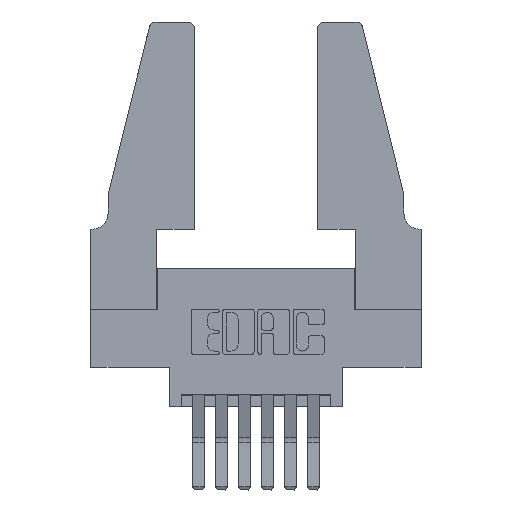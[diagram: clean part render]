
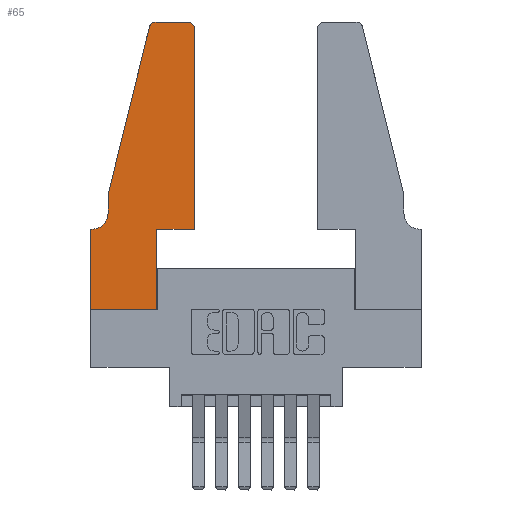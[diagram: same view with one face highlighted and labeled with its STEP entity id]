
A CAD part, top view. The second image highlights one B-rep face of the part: STEP entity #65.
In plain terms, the highlighted planar face has unit normal (0, 0, 1).
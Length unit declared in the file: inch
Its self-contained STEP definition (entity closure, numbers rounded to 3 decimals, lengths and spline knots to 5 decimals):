
#65 = ADVANCED_FACE ( 'NONE', ( #8170 ), #3540, .T. ) ;
#94 = EDGE_LOOP ( 'NONE', ( #7577, #6065, #1057, #8324, #4146, #5157, #7338, #206, #11257, #1544, #6759, #7026 ) ) ;
#206 = ORIENTED_EDGE ( 'NONE', *, *, #5151, .T. ) ;
#307 = VECTOR ( 'NONE', #8064, 39.37008 ) ;
#335 = CARTESIAN_POINT ( 'NONE',  ( 0.2865, 0.35, 0.37 ) ) ;
#401 = EDGE_CURVE ( 'NONE', #4899, #11655, #6699, .T. ) ;
#686 = EDGE_CURVE ( 'NONE', #1306, #10280, #4859, .T. ) ;
#692 = DIRECTION ( 'NONE',  ( -1., 0., 0. ) ) ;
#767 = AXIS2_PLACEMENT_3D ( 'NONE', #9058, #11745, #3463 ) ;
#982 = VERTEX_POINT ( 'NONE', #4789 ) ;
#1003 = VERTEX_POINT ( 'NONE', #11848 ) ;
#1057 = ORIENTED_EDGE ( 'NONE', *, *, #11438, .T. ) ;
#1064 = EDGE_CURVE ( 'NONE', #10280, #1485, #6552, .T. ) ;
#1065 = VERTEX_POINT ( 'NONE', #11582 ) ;
#1222 = EDGE_CURVE ( 'NONE', #982, #4899, #4708, .T. ) ;
#1266 = DIRECTION ( 'NONE',  ( 0., 1., 0. ) ) ;
#1306 = VERTEX_POINT ( 'NONE', #6979 ) ;
#1318 = CARTESIAN_POINT ( 'NONE',  ( 0.2605, 1.25, 0.37 ) ) ;
#1485 = VERTEX_POINT ( 'NONE', #9370 ) ;
#1497 = VERTEX_POINT ( 'NONE', #5844 ) ;
#1544 = ORIENTED_EDGE ( 'NONE', *, *, #8375, .T. ) ;
#1723 = DIRECTION ( 'NONE',  ( -1., 0., 0. ) ) ;
#2143 = VECTOR ( 'NONE', #8960, 39.37008 ) ;
#2313 = CIRCLE ( 'NONE', #2712, 0.07 ) ;
#2396 = VECTOR ( 'NONE', #9618, 39.37008 ) ;
#2421 = DIRECTION ( 'NONE',  ( 0., 1., 0. ) ) ;
#2712 = AXIS2_PLACEMENT_3D ( 'NONE', #6956, #8838, #692 ) ;
#2723 = CARTESIAN_POINT ( 'NONE',  ( 0.0755, 0.5, 0.37 ) ) ;
#2746 = VECTOR ( 'NONE', #2421, 39.37008 ) ;
#2791 = DIRECTION ( 'NONE',  ( 1., 0., 0. ) ) ;
#3396 = CARTESIAN_POINT ( 'NONE',  ( 0.0755, 0.5, 0.37 ) ) ;
#3463 = DIRECTION ( 'NONE',  ( 1., 0., 0. ) ) ;
#3540 = PLANE ( 'NONE',  #5738 ) ;
#3562 = LINE ( 'NONE', #10204, #8609 ) ;
#4066 = CARTESIAN_POINT ( 'NONE',  ( 0.284, 1.25, 0.37 ) ) ;
#4146 = ORIENTED_EDGE ( 'NONE', *, *, #8574, .T. ) ;
#4214 = CIRCLE ( 'NONE', #10990, 0.03 ) ;
#4285 = VECTOR ( 'NONE', #1723, 39.37008 ) ;
#4656 = CARTESIAN_POINT ( 'NONE',  ( 0., 0.35, 0.37 ) ) ;
#4675 = CARTESIAN_POINT ( 'NONE',  ( 0., 0., 0.37 ) ) ;
#4708 = LINE ( 'NONE', #10858, #4285 ) ;
#4789 = CARTESIAN_POINT ( 'NONE',  ( 0.0055, 0.35, 0.37 ) ) ;
#4859 = LINE ( 'NONE', #1318, #2396 ) ;
#4899 = VERTEX_POINT ( 'NONE', #4656 ) ;
#5021 = VERTEX_POINT ( 'NONE', #11306 ) ;
#5087 = EDGE_CURVE ( 'NONE', #1497, #1065, #6746, .T. ) ;
#5151 = EDGE_CURVE ( 'NONE', #11655, #1497, #5467, .T. ) ;
#5157 = ORIENTED_EDGE ( 'NONE', *, *, #1222, .T. ) ;
#5337 = CARTESIAN_POINT ( 'NONE',  ( 0., 0., 0.37 ) ) ;
#5467 = LINE ( 'NONE', #5337, #307 ) ;
#5571 = VECTOR ( 'NONE', #8371, 39.37008 ) ;
#5627 = LINE ( 'NONE', #10820, #2746 ) ;
#5632 = EDGE_CURVE ( 'NONE', #8726, #11937, #6158, .T. ) ;
#5738 = AXIS2_PLACEMENT_3D ( 'NONE', #10752, #11071, #2791 ) ;
#5844 = CARTESIAN_POINT ( 'NONE',  ( 0.2865, 0., 0.37 ) ) ;
#5959 = CARTESIAN_POINT ( 'NONE',  ( 0.4205, 1.22, 0.37 ) ) ;
#6001 = DIRECTION ( 'NONE',  ( 1., 0., 0. ) ) ;
#6065 = ORIENTED_EDGE ( 'NONE', *, *, #1064, .T. ) ;
#6158 = LINE ( 'NONE', #3396, #2143 ) ;
#6515 = CARTESIAN_POINT ( 'NONE',  ( 0., 0., 0.37 ) ) ;
#6552 = CIRCLE ( 'NONE', #767, 0.03 ) ;
#6699 = LINE ( 'NONE', #4675, #5571 ) ;
#6746 = LINE ( 'NONE', #335, #9963 ) ;
#6759 = ORIENTED_EDGE ( 'NONE', *, *, #8999, .T. ) ;
#6807 = CARTESIAN_POINT ( 'NONE',  ( 0.0755, 0.42, 0.37 ) ) ;
#6956 = CARTESIAN_POINT ( 'NONE',  ( 0.0055, 0.42, 0.37 ) ) ;
#6979 = CARTESIAN_POINT ( 'NONE',  ( 0.4205, 1.25, 0.37 ) ) ;
#7026 = ORIENTED_EDGE ( 'NONE', *, *, #8442, .T. ) ;
#7338 = ORIENTED_EDGE ( 'NONE', *, *, #401, .T. ) ;
#7577 = ORIENTED_EDGE ( 'NONE', *, *, #686, .T. ) ;
#7754 = DIRECTION ( 'NONE',  ( 0., 0., 1. ) ) ;
#8064 = DIRECTION ( 'NONE',  ( 1., 0., 0. ) ) ;
#8100 = VECTOR ( 'NONE', #8512, 39.37008 ) ;
#8170 = FACE_OUTER_BOUND ( 'NONE', #94, .T. ) ;
#8324 = ORIENTED_EDGE ( 'NONE', *, *, #5632, .T. ) ;
#8371 = DIRECTION ( 'NONE',  ( 0., -1., 0. ) ) ;
#8375 = EDGE_CURVE ( 'NONE', #1065, #5021, #10561, .T. ) ;
#8442 = EDGE_CURVE ( 'NONE', #1003, #1306, #4214, .T. ) ;
#8475 = CARTESIAN_POINT ( 'NONE',  ( 0.4505, 0.35, 0.37 ) ) ;
#8512 = DIRECTION ( 'NONE',  ( 1., 0., 0. ) ) ;
#8574 = EDGE_CURVE ( 'NONE', #11937, #982, #2313, .T. ) ;
#8609 = VECTOR ( 'NONE', #11185, 39.37008 ) ;
#8726 = VERTEX_POINT ( 'NONE', #2723 ) ;
#8838 = DIRECTION ( 'NONE',  ( 0., 0., -1. ) ) ;
#8960 = DIRECTION ( 'NONE',  ( 0., -1., 0. ) ) ;
#8999 = EDGE_CURVE ( 'NONE', #5021, #1003, #5627, .T. ) ;
#9058 = CARTESIAN_POINT ( 'NONE',  ( 0.284, 1.22, 0.37 ) ) ;
#9370 = CARTESIAN_POINT ( 'NONE',  ( 0.25487, 1.22718, 0.37 ) ) ;
#9618 = DIRECTION ( 'NONE',  ( -1., 0., 0. ) ) ;
#9963 = VECTOR ( 'NONE', #1266, 39.37008 ) ;
#10204 = CARTESIAN_POINT ( 'NONE',  ( 0.0755, 0.5, 0.37 ) ) ;
#10280 = VERTEX_POINT ( 'NONE', #4066 ) ;
#10561 = LINE ( 'NONE', #8475, #8100 ) ;
#10752 = CARTESIAN_POINT ( 'NONE',  ( 0., 0.35, 0.37 ) ) ;
#10820 = CARTESIAN_POINT ( 'NONE',  ( 0.4505, 0.35, 0.37 ) ) ;
#10858 = CARTESIAN_POINT ( 'NONE',  ( 0.0755, 0.35, 0.37 ) ) ;
#10990 = AXIS2_PLACEMENT_3D ( 'NONE', #5959, #7754, #6001 ) ;
#11071 = DIRECTION ( 'NONE',  ( 0., 0., 1. ) ) ;
#11185 = DIRECTION ( 'NONE',  ( -0.239, -0.971, 0. ) ) ;
#11257 = ORIENTED_EDGE ( 'NONE', *, *, #5087, .T. ) ;
#11306 = CARTESIAN_POINT ( 'NONE',  ( 0.4505, 0.35, 0.37 ) ) ;
#11438 = EDGE_CURVE ( 'NONE', #1485, #8726, #3562, .T. ) ;
#11582 = CARTESIAN_POINT ( 'NONE',  ( 0.2865, 0.35, 0.37 ) ) ;
#11655 = VERTEX_POINT ( 'NONE', #6515 ) ;
#11745 = DIRECTION ( 'NONE',  ( 0., 0., 1. ) ) ;
#11848 = CARTESIAN_POINT ( 'NONE',  ( 0.4505, 1.22, 0.37 ) ) ;
#11937 = VERTEX_POINT ( 'NONE', #6807 ) ;
